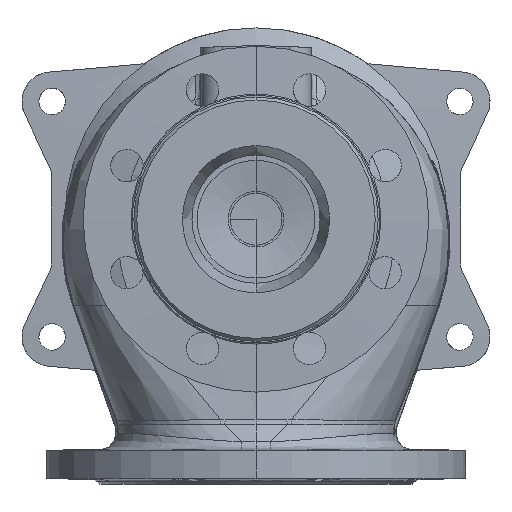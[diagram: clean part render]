
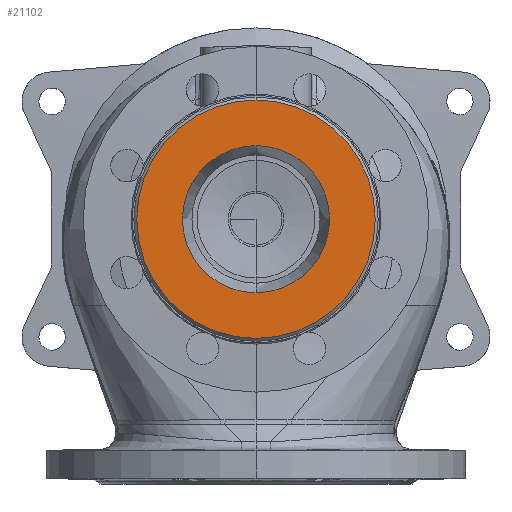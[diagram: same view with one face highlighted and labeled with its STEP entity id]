
A CAD part, front view. The second image highlights one B-rep face of the part: STEP entity #21102.
In plain terms, the highlighted planar face has unit normal (0, -1, 0).
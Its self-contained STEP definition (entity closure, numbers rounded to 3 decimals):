
#6149=CARTESIAN_POINT('',(0.,-220.,0.));
#6150=DIRECTION('',(0.,1.,0.));
#6151=DIRECTION('',(0.,0.,-1.));
#6152=AXIS2_PLACEMENT_3D('',#6149,#6150,#6151);
#6154=CARTESIAN_POINT('',(0.,-220.,0.));
#6155=DIRECTION('',(0.,-1.,0.));
#6156=DIRECTION('',(0.,0.,-1.));
#6157=AXIS2_PLACEMENT_3D('',#6154,#6155,#6156);
#6159=CARTESIAN_POINT('',(0.,-220.,0.));
#6160=DIRECTION('',(0.,-1.,0.));
#6161=DIRECTION('',(0.,0.,-1.));
#6162=AXIS2_PLACEMENT_3D('',#6159,#6160,#6161);
#6186=CARTESIAN_POINT('',(0.,-220.,0.));
#6187=DIRECTION('',(0.,1.,0.));
#6188=DIRECTION('',(0.,0.,-1.));
#6189=AXIS2_PLACEMENT_3D('',#6186,#6187,#6188);
#9288=CARTESIAN_POINT('',(0.,-220.,-50.));
#9289=CARTESIAN_POINT('',(0.,-220.,50.));
#9290=VERTEX_POINT('',#9288);
#9291=VERTEX_POINT('',#9289);
#9518=CARTESIAN_POINT('',(0.,-220.,-81.));
#9520=VERTEX_POINT('',#9518);
#9522=CARTESIAN_POINT('',(0.,-220.,81.));
#9524=VERTEX_POINT('',#9522);
#21087=CARTESIAN_POINT('',(0.,-220.,0.));
#21088=DIRECTION('',(0.,-1.,0.));
#21089=DIRECTION('',(0.,0.,1.));
#21090=AXIS2_PLACEMENT_3D('',#21087,#21088,#21089);
#21091=PLANE('',#21090);
#21092=ORIENTED_EDGE('',*,*,#21069,.T.);
#21093=ORIENTED_EDGE('',*,*,#21080,.F.);
#21094=EDGE_LOOP('',(#21092,#21093));
#21095=FACE_OUTER_BOUND('',#21094,.F.);
#21097=ORIENTED_EDGE('',*,*,#21096,.T.);
#21099=ORIENTED_EDGE('',*,*,#21098,.F.);
#21100=EDGE_LOOP('',(#21097,#21099));
#21101=FACE_BOUND('',#21100,.F.);
#21102=ADVANCED_FACE('',(#21095,#21101),#21091,.T.);
#6153=CIRCLE('',#6152,81.);
#6158=CIRCLE('',#6157,81.);
#6163=CIRCLE('',#6162,50.);
#6190=CIRCLE('',#6189,50.);
#21069=EDGE_CURVE('',#9520,#9524,#6153,.T.);
#21080=EDGE_CURVE('',#9520,#9524,#6158,.T.);
#21096=EDGE_CURVE('',#9290,#9291,#6163,.T.);
#21098=EDGE_CURVE('',#9290,#9291,#6190,.T.);
